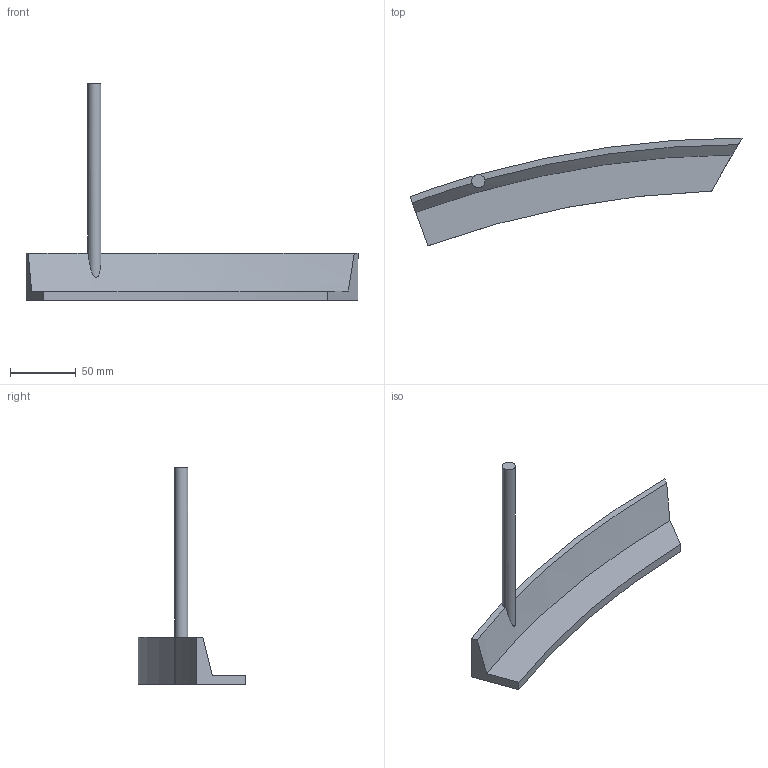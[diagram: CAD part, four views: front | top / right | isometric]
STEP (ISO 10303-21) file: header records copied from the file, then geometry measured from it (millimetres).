
FILE_DESCRIPTION(('FreeCAD Model'),'2;1');
FILE_NAME('Open CASCADE Shape Model','2024-10-09T17:05:30',('Author'),( ''),'Open CASCADE STEP processor 7.6','FreeCAD','Unknown');
FILE_SCHEMA(('AUTOMOTIVE_DESIGN { 1 0 10303 214 1 1 1 1 }'));
Length unit declared in the file: millimetre
Products named in the file (1): Body003 (Mirror #1)
Bounding box: 253.09 x 82.22 x 165 mm (x, y, z)
Volume: 142919.7 mm3; surface area: 40865.3 mm2
Topology: 1 solids, 1 shells, 14 faces, 33 edges, 21 vertices
Faces by surface type: plane 9, cylinder 4, cone 1
Full cylindrical faces by diameter (mm): 10 x1
Entity records: 572 total; most frequent: CARTESIAN_POINT 210, DIRECTION 80, ORIENTED_EDGE 66, AXIS2_PLACEMENT_3D 33, EDGE_CURVE 33, VERTEX_POINT 21, CIRCLE 17, ADVANCED_FACE 14
